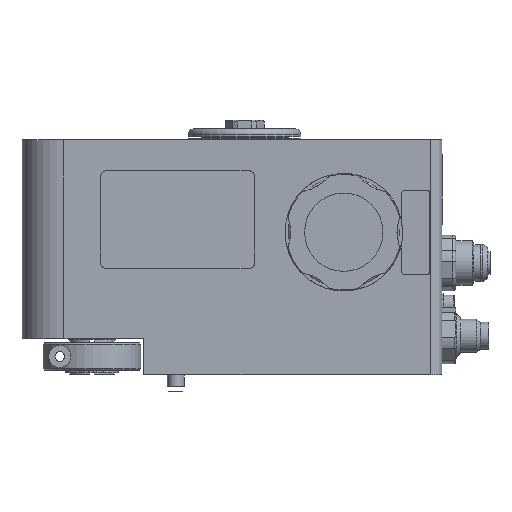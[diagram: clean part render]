
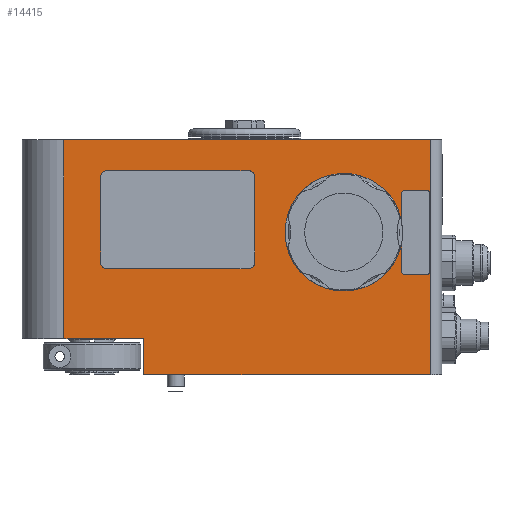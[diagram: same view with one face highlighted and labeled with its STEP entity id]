
A CAD part, front view. The second image highlights one B-rep face of the part: STEP entity #14415.
In plain terms, the highlighted planar face has unit normal (0, -1, 0).
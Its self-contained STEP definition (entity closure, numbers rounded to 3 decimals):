
#579=FACE_BOUND('',#1671,.T.);
#580=FACE_BOUND('',#1672,.T.);
#885=FACE_OUTER_BOUND('',#1670,.T.);
#1670=EDGE_LOOP('',(#9041,#9042,#9043,#9044,#9045,#9046));
#1671=EDGE_LOOP('',(#9047,#9048,#9049,#9050,#9051,#9052,#9053,#9054,#9055,
#9056,#9057));
#1672=EDGE_LOOP('',(#9058,#9059,#9060,#9061,#9062,#9063,#9064,#9065));
#2537=LINE('',#20023,#3734);
#2541=LINE('',#20030,#3738);
#2545=LINE('',#20040,#3742);
#2548=LINE('',#20048,#3745);
#2550=LINE('',#20056,#3747);
#2551=LINE('',#20060,#3748);
#2552=LINE('',#20062,#3749);
#2553=LINE('',#20064,#3750);
#2554=LINE('',#20066,#3751);
#2555=LINE('',#20068,#3752);
#2556=LINE('',#20069,#3753);
#2557=LINE('',#20077,#3754);
#2558=LINE('',#20081,#3755);
#2559=LINE('',#20085,#3756);
#2560=LINE('',#20088,#3757);
#3734=VECTOR('',#16428,10.);
#3738=VECTOR('',#16434,10.);
#3742=VECTOR('',#16444,10.);
#3745=VECTOR('',#16453,10.);
#3747=VECTOR('',#16465,10.);
#3748=VECTOR('',#16468,28.5);
#3749=VECTOR('',#16469,13.);
#3750=VECTOR('',#16470,102.5);
#3751=VECTOR('',#16471,1.);
#3752=VECTOR('',#16472,131.);
#3753=VECTOR('',#16473,1.);
#3754=VECTOR('',#16480,10.);
#3755=VECTOR('',#16483,10.);
#3756=VECTOR('',#16486,10.);
#3757=VECTOR('',#16489,10.);
#4930=CIRCLE('',#15219,1.);
#4931=CIRCLE('',#15222,1.);
#4932=CIRCLE('',#15225,1.);
#4933=CIRCLE('',#15227,1.);
#4934=CIRCLE('',#15230,21.);
#4935=CIRCLE('',#15231,21.);
#4936=CIRCLE('',#15232,2.);
#4937=CIRCLE('',#15233,2.);
#4938=CIRCLE('',#15234,2.);
#4939=CIRCLE('',#15235,2.);
#5484=VERTEX_POINT('',#20020);
#5485=VERTEX_POINT('',#20022);
#5486=VERTEX_POINT('',#20026);
#5487=VERTEX_POINT('',#20028);
#5488=VERTEX_POINT('',#20032);
#5489=VERTEX_POINT('',#20034);
#5490=VERTEX_POINT('',#20038);
#5491=VERTEX_POINT('',#20042);
#5492=VERTEX_POINT('',#20046);
#5493=VERTEX_POINT('',#20052);
#5494=VERTEX_POINT('',#20058);
#5495=VERTEX_POINT('',#20059);
#5496=VERTEX_POINT('',#20061);
#5497=VERTEX_POINT('',#20063);
#5498=VERTEX_POINT('',#20065);
#5499=VERTEX_POINT('',#20067);
#5500=VERTEX_POINT('',#20070);
#5501=VERTEX_POINT('',#20073);
#5502=VERTEX_POINT('',#20074);
#5503=VERTEX_POINT('',#20076);
#5504=VERTEX_POINT('',#20078);
#5505=VERTEX_POINT('',#20080);
#5506=VERTEX_POINT('',#20082);
#5507=VERTEX_POINT('',#20084);
#5508=VERTEX_POINT('',#20086);
#6886=EDGE_CURVE('',#5485,#5484,#2537,.T.);
#6890=EDGE_CURVE('',#5486,#5487,#2541,.T.);
#6892=EDGE_CURVE('',#5489,#5488,#4930,.T.);
#6895=EDGE_CURVE('',#5488,#5490,#2545,.T.);
#6897=EDGE_CURVE('',#5490,#5491,#4931,.T.);
#6899=EDGE_CURVE('',#5491,#5492,#2548,.T.);
#6900=EDGE_CURVE('',#5492,#5485,#4932,.T.);
#6902=EDGE_CURVE('',#5487,#5493,#4933,.T.);
#6903=EDGE_CURVE('',#5493,#5489,#2550,.T.);
#6904=EDGE_CURVE('',#5494,#5495,#2551,.T.);
#6905=EDGE_CURVE('',#5495,#5496,#2552,.T.);
#6906=EDGE_CURVE('',#5497,#5496,#2553,.T.);
#6907=EDGE_CURVE('',#5498,#5497,#2554,.T.);
#6908=EDGE_CURVE('',#5499,#5498,#2555,.T.);
#6909=EDGE_CURVE('',#5499,#5494,#2556,.T.);
#6910=EDGE_CURVE('',#5484,#5500,#4934,.T.);
#6911=EDGE_CURVE('',#5500,#5486,#4935,.T.);
#6912=EDGE_CURVE('',#5501,#5502,#4936,.T.);
#6913=EDGE_CURVE('',#5502,#5503,#2557,.T.);
#6914=EDGE_CURVE('',#5503,#5504,#4937,.T.);
#6915=EDGE_CURVE('',#5504,#5505,#2558,.T.);
#6916=EDGE_CURVE('',#5505,#5506,#4938,.T.);
#6917=EDGE_CURVE('',#5506,#5507,#2559,.T.);
#6918=EDGE_CURVE('',#5507,#5508,#4939,.T.);
#6919=EDGE_CURVE('',#5508,#5501,#2560,.T.);
#9041=ORIENTED_EDGE('',*,*,#6904,.T.);
#9042=ORIENTED_EDGE('',*,*,#6905,.T.);
#9043=ORIENTED_EDGE('',*,*,#6906,.F.);
#9044=ORIENTED_EDGE('',*,*,#6907,.F.);
#9045=ORIENTED_EDGE('',*,*,#6908,.F.);
#9046=ORIENTED_EDGE('',*,*,#6909,.T.);
#9047=ORIENTED_EDGE('',*,*,#6890,.T.);
#9048=ORIENTED_EDGE('',*,*,#6902,.T.);
#9049=ORIENTED_EDGE('',*,*,#6903,.T.);
#9050=ORIENTED_EDGE('',*,*,#6892,.T.);
#9051=ORIENTED_EDGE('',*,*,#6895,.T.);
#9052=ORIENTED_EDGE('',*,*,#6897,.T.);
#9053=ORIENTED_EDGE('',*,*,#6899,.T.);
#9054=ORIENTED_EDGE('',*,*,#6900,.T.);
#9055=ORIENTED_EDGE('',*,*,#6886,.T.);
#9056=ORIENTED_EDGE('',*,*,#6910,.T.);
#9057=ORIENTED_EDGE('',*,*,#6911,.T.);
#9058=ORIENTED_EDGE('',*,*,#6912,.T.);
#9059=ORIENTED_EDGE('',*,*,#6913,.T.);
#9060=ORIENTED_EDGE('',*,*,#6914,.T.);
#9061=ORIENTED_EDGE('',*,*,#6915,.T.);
#9062=ORIENTED_EDGE('',*,*,#6916,.T.);
#9063=ORIENTED_EDGE('',*,*,#6917,.T.);
#9064=ORIENTED_EDGE('',*,*,#6918,.T.);
#9065=ORIENTED_EDGE('',*,*,#6919,.T.);
#13241=PLANE('',#15229);
#14415=ADVANCED_FACE('',(#885,#579,#580),#13241,.T.);
#15219=AXIS2_PLACEMENT_3D('',#20035,#16438,#16439);
#15222=AXIS2_PLACEMENT_3D('',#20044,#16448,#16449);
#15225=AXIS2_PLACEMENT_3D('',#20050,#16456,#16457);
#15227=AXIS2_PLACEMENT_3D('',#20054,#16461,#16462);
#15229=AXIS2_PLACEMENT_3D('',#20057,#16466,#16467);
#15230=AXIS2_PLACEMENT_3D('',#20071,#16474,#16475);
#15231=AXIS2_PLACEMENT_3D('',#20072,#16476,#16477);
#15232=AXIS2_PLACEMENT_3D('',#20075,#16478,#16479);
#15233=AXIS2_PLACEMENT_3D('',#20079,#16481,#16482);
#15234=AXIS2_PLACEMENT_3D('',#20083,#16484,#16485);
#15235=AXIS2_PLACEMENT_3D('',#20087,#16487,#16488);
#16428=DIRECTION('',(0.,0.,1.));
#16434=DIRECTION('',(0.,0.,1.));
#16438=DIRECTION('center_axis',(0.,1.,0.));
#16439=DIRECTION('ref_axis',(-1.,0.,0.));
#16444=DIRECTION('',(0.,0.,-1.));
#16448=DIRECTION('center_axis',(0.,1.,0.));
#16449=DIRECTION('ref_axis',(0.,0.,
1.));
#16453=DIRECTION('',(-1.,0.,0.));
#16456=DIRECTION('center_axis',(0.,1.,0.));
#16457=DIRECTION('ref_axis',(1.,0.,0.));
#16461=DIRECTION('center_axis',(0.,1.,0.));
#16462=DIRECTION('ref_axis',(0.,0.,
-1.));
#16465=DIRECTION('',(1.,0.,0.));
#16466=DIRECTION('center_axis',(0.,-1.,0.));
#16467=DIRECTION('ref_axis',(0.,0.,-1.));
#16468=DIRECTION('',(1.,0.,0.));
#16469=DIRECTION('',(0.,0.,-1.));
#16470=DIRECTION('',(-1.,0.,0.));
#16471=DIRECTION('',(0.,0.,-1.));
#16472=DIRECTION('',(1.,0.,0.));
#16473=DIRECTION('',(0.,0.,-1.));
#16474=DIRECTION('center_axis',(0.,1.,0.));
#16475=DIRECTION('ref_axis',(0.952,0.,-0.305));
#16476=DIRECTION('center_axis',(0.,1.,0.));
#16477=DIRECTION('ref_axis',(0.952,0.,-0.305));
#16478=DIRECTION('center_axis',(0.,1.,0.));
#16479=DIRECTION('ref_axis',(0.,0.,
1.));
#16480=DIRECTION('',(0.,0.,1.));
#16481=DIRECTION('center_axis',(0.,1.,0.));
#16482=DIRECTION('ref_axis',(1.,0.,0.));
#16483=DIRECTION('',(1.,0.,0.));
#16484=DIRECTION('center_axis',(0.,1.,0.));
#16485=DIRECTION('ref_axis',(0.,0.,
-1.));
#16486=DIRECTION('',(0.,0.,-1.));
#16487=DIRECTION('center_axis',(0.,1.,0.));
#16488=DIRECTION('ref_axis',(-1.,0.,0.));
#16489=DIRECTION('',(-1.,0.,0.));
#20020=CARTESIAN_POINT('',(43.95,-24.766,14.1));
#20022=CARTESIAN_POINT('',(43.95,-24.766,3.41));
#20023=CARTESIAN_POINT('',(43.95,-24.766,-15.028));
#20026=CARTESIAN_POINT('',(43.95,-24.766,20.967));
#20028=CARTESIAN_POINT('',(43.95,-24.766,31.41));
#20030=CARTESIAN_POINT('',(43.95,-24.766,-15.028));
#20032=CARTESIAN_POINT('',(53.95,-24.766,31.41));
#20034=CARTESIAN_POINT('',(52.95,-24.766,32.41));
#20035=CARTESIAN_POINT('Origin',(52.95,-24.766,31.41));
#20038=CARTESIAN_POINT('',(53.95,-24.766,3.41));
#20040=CARTESIAN_POINT('',(53.95,-24.766,-1.028));
#20042=CARTESIAN_POINT('',(52.95,-24.766,2.41));
#20044=CARTESIAN_POINT('Origin',(52.95,-24.766,3.41));
#20046=CARTESIAN_POINT('',(44.95,-24.766,2.41));
#20048=CARTESIAN_POINT('',(53.591,-24.766,2.41));
#20050=CARTESIAN_POINT('Origin',(44.95,-24.766,3.41));
#20052=CARTESIAN_POINT('',(44.95,-24.766,32.41));
#20054=CARTESIAN_POINT('Origin',(44.95,-24.766,31.41));
#20056=CARTESIAN_POINT('',(49.591,-24.766,32.41));
#20057=CARTESIAN_POINT('Origin',(54.233,-24.766,-33.467));
#20058=CARTESIAN_POINT('',(-76.767,-24.766,-20.467));
#20059=CARTESIAN_POINT('',(-48.267,-24.766,-20.467));
#20060=CARTESIAN_POINT('',(-7.029,-24.766,-20.467));
#20061=CARTESIAN_POINT('',(-48.267,-24.766,-33.467));
#20062=CARTESIAN_POINT('',(-48.267,-24.766,-33.467));
#20063=CARTESIAN_POINT('',(54.233,-24.766,-33.467));
#20064=CARTESIAN_POINT('',(54.233,-24.766,-33.467));
#20065=CARTESIAN_POINT('',(54.233,-24.766,50.533));
#20066=CARTESIAN_POINT('',(54.233,-24.766,50.533));
#20067=CARTESIAN_POINT('',(-76.767,-24.766,50.533));
#20068=CARTESIAN_POINT('',(-76.767,-24.766,50.533));
#20069=CARTESIAN_POINT('',(-76.767,-24.766,50.533));
#20070=CARTESIAN_POINT('',(3.234,-24.766,23.941));
#20071=CARTESIAN_POINT('Origin',(23.233,-24.766,17.533));
#20072=CARTESIAN_POINT('Origin',(23.233,-24.766,17.533));
#20073=CARTESIAN_POINT('',(-61.628,-24.766,4.495));
#20074=CARTESIAN_POINT('',(-63.628,-24.766,6.495));
#20075=CARTESIAN_POINT('Origin',(-61.628,-24.766,6.495));
#20076=CARTESIAN_POINT('',(-63.628,-24.766,37.495));
#20077=CARTESIAN_POINT('',(-63.628,-24.766,2.014));
#20078=CARTESIAN_POINT('',(-61.628,-24.766,39.495));
#20079=CARTESIAN_POINT('Origin',(-61.628,-24.766,37.495));
#20080=CARTESIAN_POINT('',(-10.628,-24.766,39.495));
#20081=CARTESIAN_POINT('',(21.802,-24.766,39.495));
#20082=CARTESIAN_POINT('',(-8.628,-24.766,37.495));
#20083=CARTESIAN_POINT('Origin',(-10.628,-24.766,37.495));
#20084=CARTESIAN_POINT('',(-8.628,-24.766,6.495));
#20085=CARTESIAN_POINT('',(-8.628,-24.766,-13.486));
#20086=CARTESIAN_POINT('',(-10.628,-24.766,4.495));
#20087=CARTESIAN_POINT('Origin',(-10.628,-24.766,6.495));
#20088=CARTESIAN_POINT('',(-3.698,-24.766,4.495));
